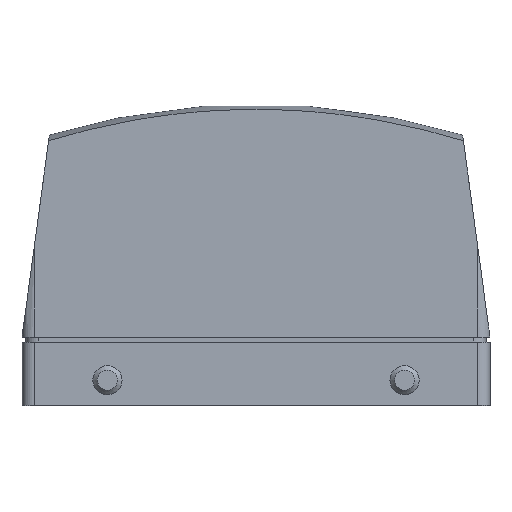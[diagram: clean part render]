
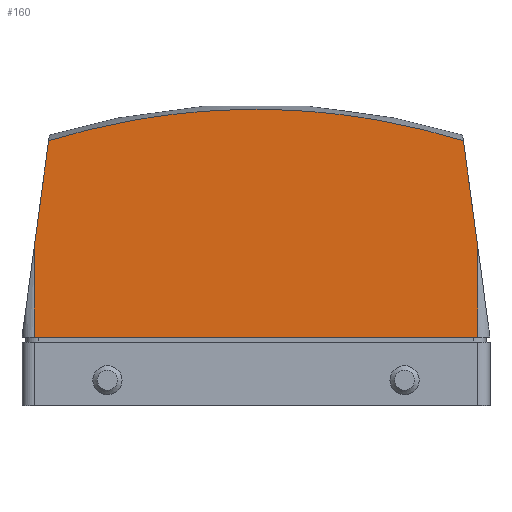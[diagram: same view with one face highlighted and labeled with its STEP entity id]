
A CAD part, top view. The second image highlights one B-rep face of the part: STEP entity #160.
In plain terms, the highlighted planar face has unit normal (0, 0, 1).
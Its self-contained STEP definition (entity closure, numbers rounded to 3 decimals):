
#113 = EDGE_CURVE ( 'NONE', #1727, #1716, #1201, .T. ) ;
#114 = EDGE_CURVE ( 'NONE', #1720, #1743, #1202, .T. ) ;
#115 = EDGE_CURVE ( 'NONE', #1743, #1716, #1203, .T. ) ;
#121 = EDGE_CURVE ( 'NONE', #1738, #1727, #1207, .T. ) ;
#123 = EDGE_CURVE ( 'NONE', #1721, #1720, #1103, .T. ) ;
#124 = EDGE_CURVE ( 'NONE', #1738, #1721, #1209, .T. ) ;
#160 = ADVANCED_FACE ( 'NONE', ( #1264 ), #2292, .F. ) ;
#958 = VECTOR ( 'NONE', #2422, 1000. ) ;
#960 = AXIS2_PLACEMENT_3D ( 'NONE', #2369, #2368, #2425 ) ;
#971 = AXIS2_PLACEMENT_3D ( 'NONE', #2291, #2290, #2289 ) ;
#998 = VECTOR ( 'NONE', #2372, 1000. ) ;
#1013 = VECTOR ( 'NONE', #2454, 1000. ) ;
#1031 = VECTOR ( 'NONE', #2359, 1000. ) ;
#1069 = VECTOR ( 'NONE', #2357, 1000. ) ;
#1103 = CIRCLE ( 'NONE', #960, 180.691 ) ;
#1201 = LINE ( 'NONE', #2455, #1013 ) ;
#1202 = LINE ( 'NONE', #2360, #1031 ) ;
#1203 = LINE ( 'NONE', #2358, #1069 ) ;
#1207 = LINE ( 'NONE', #2373, #998 ) ;
#1209 = LINE ( 'NONE', #2423, #958 ) ;
#1264 = FACE_OUTER_BOUND ( 'NONE', #1590, .T. ) ;
#1590 = EDGE_LOOP ( 'NONE', ( #1844, #1842, #1843, #1857, #1872, #1869 ) ) ;
#1716 = VERTEX_POINT ( 'NONE', #3055 ) ;
#1720 = VERTEX_POINT ( 'NONE', #3049 ) ;
#1721 = VERTEX_POINT ( 'NONE', #3047 ) ;
#1727 = VERTEX_POINT ( 'NONE', #3039 ) ;
#1738 = VERTEX_POINT ( 'NONE', #3025 ) ;
#1743 = VERTEX_POINT ( 'NONE', #3017 ) ;
#1842 = ORIENTED_EDGE ( 'NONE', *, *, #124, .F. ) ;
#1843 = ORIENTED_EDGE ( 'NONE', *, *, #121, .T. ) ;
#1844 = ORIENTED_EDGE ( 'NONE', *, *, #123, .F. ) ;
#1857 = ORIENTED_EDGE ( 'NONE', *, *, #113, .T. ) ;
#1869 = ORIENTED_EDGE ( 'NONE', *, *, #114, .F. ) ;
#1872 = ORIENTED_EDGE ( 'NONE', *, *, #115, .F. ) ;
#2289 = DIRECTION ( 'NONE',  ( -1., 0., 0. ) ) ;
#2290 = DIRECTION ( 'NONE',  ( 0., 0., -1. ) ) ;
#2291 = CARTESIAN_POINT ( 'NONE',  ( 3.2, 65.55, 43.5 ) ) ;
#2292 = PLANE ( 'NONE',  #971 ) ;
#2357 = DIRECTION ( 'NONE',  ( 0., -1., 0. ) ) ;
#2358 = CARTESIAN_POINT ( 'NONE',  ( 117.3, 65.55, 43.5 ) ) ;
#2359 = DIRECTION ( 'NONE',  ( 0.134, -0.991, 0. ) ) ;
#2360 = CARTESIAN_POINT ( 'NONE',  ( 120.5, 17.55, 43.5 ) ) ;
#2368 = DIRECTION ( 'NONE',  ( 0., 0., -1. ) ) ;
#2369 = CARTESIAN_POINT ( 'NONE',  ( 60.25, -104.492, 43.5 ) ) ;
#2372 = DIRECTION ( 'NONE',  ( 0., -1., 0. ) ) ;
#2373 = CARTESIAN_POINT ( 'NONE',  ( 3.2, 65.55, 43.5 ) ) ;
#2422 = DIRECTION ( 'NONE',  ( 0.134, 0.991, 0. ) ) ;
#2423 = CARTESIAN_POINT ( 'NONE',  ( 0., 17.55, 43.5 ) ) ;
#2425 = DIRECTION ( 'NONE',  ( 1., 0., 0. ) ) ;
#2454 = DIRECTION ( 'NONE',  ( 1., 0., 0. ) ) ;
#2455 = CARTESIAN_POINT ( 'NONE',  ( 3.2, 17.55, 43.5 ) ) ;
#3017 = CARTESIAN_POINT ( 'NONE',  ( 117.3, 41.187, 43.5 ) ) ;
#3025 = CARTESIAN_POINT ( 'NONE',  ( 3.2, 41.187, 43.5 ) ) ;
#3039 = CARTESIAN_POINT ( 'NONE',  ( 3.2, 17.55, 43.5 ) ) ;
#3047 = CARTESIAN_POINT ( 'NONE',  ( 6.847, 68.127, 43.5 ) ) ;
#3049 = CARTESIAN_POINT ( 'NONE',  ( 113.653, 68.127, 43.5 ) ) ;
#3055 = CARTESIAN_POINT ( 'NONE',  ( 117.3, 17.55, 43.5 ) ) ;
